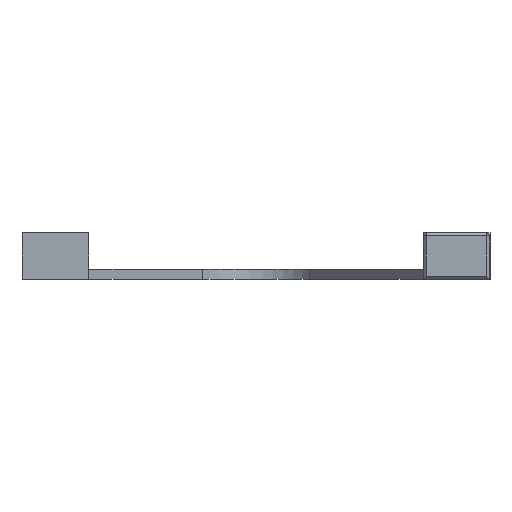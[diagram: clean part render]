
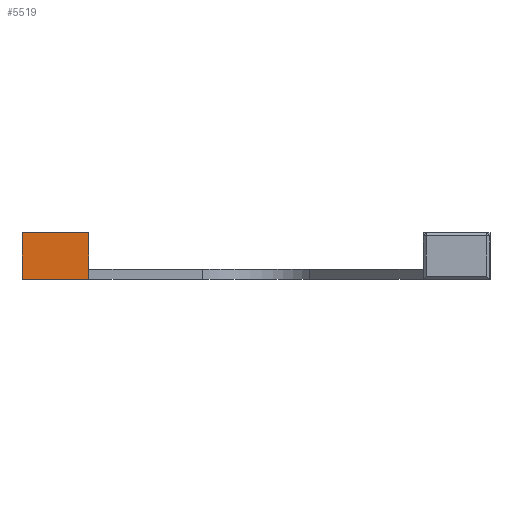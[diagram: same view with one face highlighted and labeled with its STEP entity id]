
A CAD part, left-side view. The second image highlights one B-rep face of the part: STEP entity #5519.
In plain terms, the highlighted planar face has unit normal (-1, 0, 0).
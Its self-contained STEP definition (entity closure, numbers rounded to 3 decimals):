
#77 = PLANE('',#78);
#78 = AXIS2_PLACEMENT_3D('',#79,#80,#81);
#79 = CARTESIAN_POINT('',(-87.5,70.,0.));
#80 = DIRECTION('',(0.,1.,0.));
#81 = DIRECTION('',(1.,0.,0.));
#133 = PLANE('',#134);
#134 = AXIS2_PLACEMENT_3D('',#135,#136,#137);
#135 = CARTESIAN_POINT('',(-87.5,50.,0.));
#136 = DIRECTION('',(0.,1.,0.));
#137 = DIRECTION('',(1.,0.,0.));
#743 = PLANE('',#744);
#744 = AXIS2_PLACEMENT_3D('',#745,#746,#747);
#745 = CARTESIAN_POINT('',(0.,0.,0.));
#746 = DIRECTION('',(-0.,-0.,-1.));
#747 = DIRECTION('',(-1.,0.,0.));
#928 = VERTEX_POINT('',#929);
#929 = CARTESIAN_POINT('',(-87.5,70.,0.));
#950 = EDGE_CURVE('',#928,#951,#953,.T.);
#951 = VERTEX_POINT('',#952);
#952 = CARTESIAN_POINT('',(-87.5,70.,14.));
#953 = SURFACE_CURVE('',#954,(#958,#965),.PCURVE_S1.);
#954 = LINE('',#955,#956);
#955 = CARTESIAN_POINT('',(-87.5,70.,0.));
#956 = VECTOR('',#957,1.);
#957 = DIRECTION('',(0.,0.,1.));
#958 = PCURVE('',#77,#959);
#959 = DEFINITIONAL_REPRESENTATION('',(#960),#964);
#960 = LINE('',#961,#962);
#961 = CARTESIAN_POINT('',(0.,0.));
#962 = VECTOR('',#963,1.);
#963 = DIRECTION('',(0.,-1.));
#964 = ( GEOMETRIC_REPRESENTATION_CONTEXT(2) 
PARAMETRIC_REPRESENTATION_CONTEXT() REPRESENTATION_CONTEXT('2D SPACE',''
  ) );
#965 = PCURVE('',#966,#971);
#966 = PLANE('',#967);
#967 = AXIS2_PLACEMENT_3D('',#968,#969,#970);
#968 = CARTESIAN_POINT('',(-87.5,-70.,0.));
#969 = DIRECTION('',(-1.,0.,0.));
#970 = DIRECTION('',(0.,1.,0.));
#971 = DEFINITIONAL_REPRESENTATION('',(#972),#976);
#972 = LINE('',#973,#974);
#973 = CARTESIAN_POINT('',(140.,0.));
#974 = VECTOR('',#975,1.);
#975 = DIRECTION('',(0.,-1.));
#976 = ( GEOMETRIC_REPRESENTATION_CONTEXT(2) 
PARAMETRIC_REPRESENTATION_CONTEXT() REPRESENTATION_CONTEXT('2D SPACE',''
  ) );
#994 = PLANE('',#995);
#995 = AXIS2_PLACEMENT_3D('',#996,#997,#998);
#996 = CARTESIAN_POINT('',(0.,0.,14.));
#997 = DIRECTION('',(-0.,-0.,-1.));
#998 = DIRECTION('',(-1.,0.,0.));
#1972 = VERTEX_POINT('',#1973);
#1973 = CARTESIAN_POINT('',(-87.5,50.,0.));
#1994 = EDGE_CURVE('',#1972,#1995,#1997,.T.);
#1995 = VERTEX_POINT('',#1996);
#1996 = CARTESIAN_POINT('',(-87.5,50.,14.));
#1997 = SURFACE_CURVE('',#1998,(#2002,#2009),.PCURVE_S1.);
#1998 = LINE('',#1999,#2000);
#1999 = CARTESIAN_POINT('',(-87.5,50.,0.));
#2000 = VECTOR('',#2001,1.);
#2001 = DIRECTION('',(0.,0.,1.));
#2002 = PCURVE('',#133,#2003);
#2003 = DEFINITIONAL_REPRESENTATION('',(#2004),#2008);
#2004 = LINE('',#2005,#2006);
#2005 = CARTESIAN_POINT('',(0.,0.));
#2006 = VECTOR('',#2007,1.);
#2007 = DIRECTION('',(0.,-1.));
#2008 = ( GEOMETRIC_REPRESENTATION_CONTEXT(2) 
PARAMETRIC_REPRESENTATION_CONTEXT() REPRESENTATION_CONTEXT('2D SPACE',''
  ) );
#2009 = PCURVE('',#966,#2010);
#2010 = DEFINITIONAL_REPRESENTATION('',(#2011),#2015);
#2011 = LINE('',#2012,#2013);
#2012 = CARTESIAN_POINT('',(120.,0.));
#2013 = VECTOR('',#2014,1.);
#2014 = DIRECTION('',(0.,-1.));
#2015 = ( GEOMETRIC_REPRESENTATION_CONTEXT(2) 
PARAMETRIC_REPRESENTATION_CONTEXT() REPRESENTATION_CONTEXT('2D SPACE',''
  ) );
#4958 = EDGE_CURVE('',#1972,#928,#4959,.T.);
#4959 = SURFACE_CURVE('',#4960,(#4964,#4971),.PCURVE_S1.);
#4960 = LINE('',#4961,#4962);
#4961 = CARTESIAN_POINT('',(-87.5,-70.,0.));
#4962 = VECTOR('',#4963,1.);
#4963 = DIRECTION('',(0.,1.,0.));
#4964 = PCURVE('',#743,#4965);
#4965 = DEFINITIONAL_REPRESENTATION('',(#4966),#4970);
#4966 = LINE('',#4967,#4968);
#4967 = CARTESIAN_POINT('',(87.5,-70.));
#4968 = VECTOR('',#4969,1.);
#4969 = DIRECTION('',(0.,1.));
#4970 = ( GEOMETRIC_REPRESENTATION_CONTEXT(2) 
PARAMETRIC_REPRESENTATION_CONTEXT() REPRESENTATION_CONTEXT('2D SPACE',''
  ) );
#4971 = PCURVE('',#966,#4972);
#4972 = DEFINITIONAL_REPRESENTATION('',(#4973),#4977);
#4973 = LINE('',#4974,#4975);
#4974 = CARTESIAN_POINT('',(0.,0.));
#4975 = VECTOR('',#4976,1.);
#4976 = DIRECTION('',(1.,0.));
#4977 = ( GEOMETRIC_REPRESENTATION_CONTEXT(2) 
PARAMETRIC_REPRESENTATION_CONTEXT() REPRESENTATION_CONTEXT('2D SPACE',''
  ) );
#5477 = EDGE_CURVE('',#1995,#951,#5478,.T.);
#5478 = SURFACE_CURVE('',#5479,(#5483,#5490),.PCURVE_S1.);
#5479 = LINE('',#5480,#5481);
#5480 = CARTESIAN_POINT('',(-87.5,-70.,14.));
#5481 = VECTOR('',#5482,1.);
#5482 = DIRECTION('',(0.,1.,0.));
#5483 = PCURVE('',#994,#5484);
#5484 = DEFINITIONAL_REPRESENTATION('',(#5485),#5489);
#5485 = LINE('',#5486,#5487);
#5486 = CARTESIAN_POINT('',(87.5,-70.));
#5487 = VECTOR('',#5488,1.);
#5488 = DIRECTION('',(0.,1.));
#5489 = ( GEOMETRIC_REPRESENTATION_CONTEXT(2) 
PARAMETRIC_REPRESENTATION_CONTEXT() REPRESENTATION_CONTEXT('2D SPACE',''
  ) );
#5490 = PCURVE('',#966,#5491);
#5491 = DEFINITIONAL_REPRESENTATION('',(#5492),#5496);
#5492 = LINE('',#5493,#5494);
#5493 = CARTESIAN_POINT('',(0.,-14.));
#5494 = VECTOR('',#5495,1.);
#5495 = DIRECTION('',(1.,0.));
#5496 = ( GEOMETRIC_REPRESENTATION_CONTEXT(2) 
PARAMETRIC_REPRESENTATION_CONTEXT() REPRESENTATION_CONTEXT('2D SPACE',''
  ) );
#5519 = ADVANCED_FACE('',(#5520),#966,.T.);
#5520 = FACE_BOUND('',#5521,.T.);
#5521 = EDGE_LOOP('',(#5522,#5523,#5524,#5525));
#5522 = ORIENTED_EDGE('',*,*,#4958,.F.);
#5523 = ORIENTED_EDGE('',*,*,#1994,.T.);
#5524 = ORIENTED_EDGE('',*,*,#5477,.T.);
#5525 = ORIENTED_EDGE('',*,*,#950,.F.);
